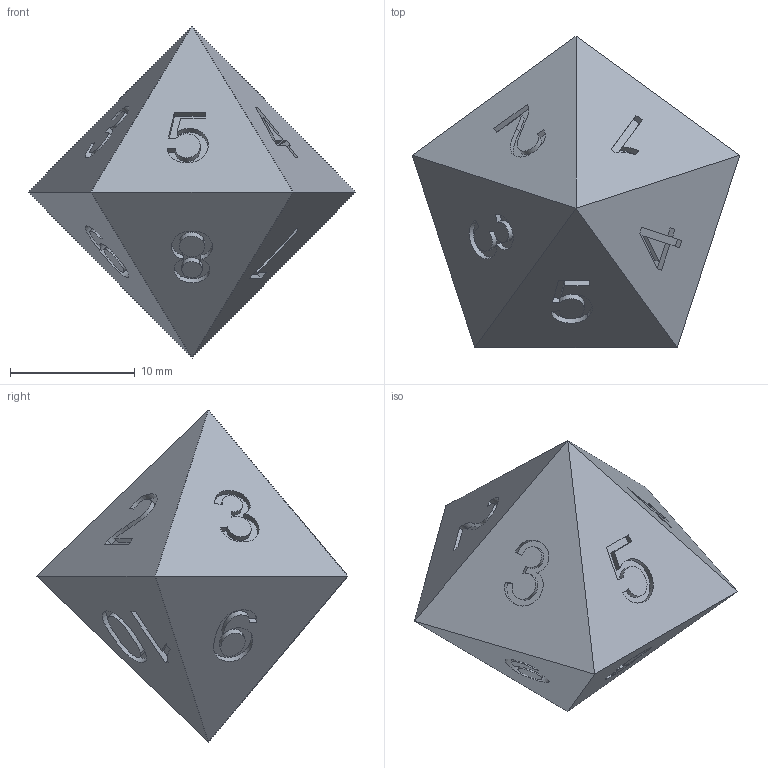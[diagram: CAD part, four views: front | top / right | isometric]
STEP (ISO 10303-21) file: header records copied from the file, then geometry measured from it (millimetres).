
FILE_DESCRIPTION(('HOOPS Exchange Step'),'2;1');
FILE_NAME('temp_export','2024-08-03T15:07:57+08:00',('sharma21'),('Shapr3D Limited'),'HOOPS Exchange 2024.2','Shapr3D','Authorized');
FILE_SCHEMA( ('AUTOMOTIVE_DESIGN { 1 0 10303 214 1 1 1 1 }') );
Length unit declared in the file: millimetre
Products named in the file (1): root
Bounding box: 26.29 x 25 x 26.65 mm (x, y, z)
Volume: 3997.7 mm3; surface area: 2446.5 mm2
Topology: 2 solids, 2 shells, 115 faces, 278 edges, 184 vertices
Faces by surface type: plane 74, bspline 41
Entity records: 5253 total; most frequent: CARTESIAN_POINT 2815, ORIENTED_EDGE 556, DIRECTION 346, EDGE_CURVE 278, VECTOR 196, LINE 196, VERTEX_POINT 184, EDGE_LOOP 132
